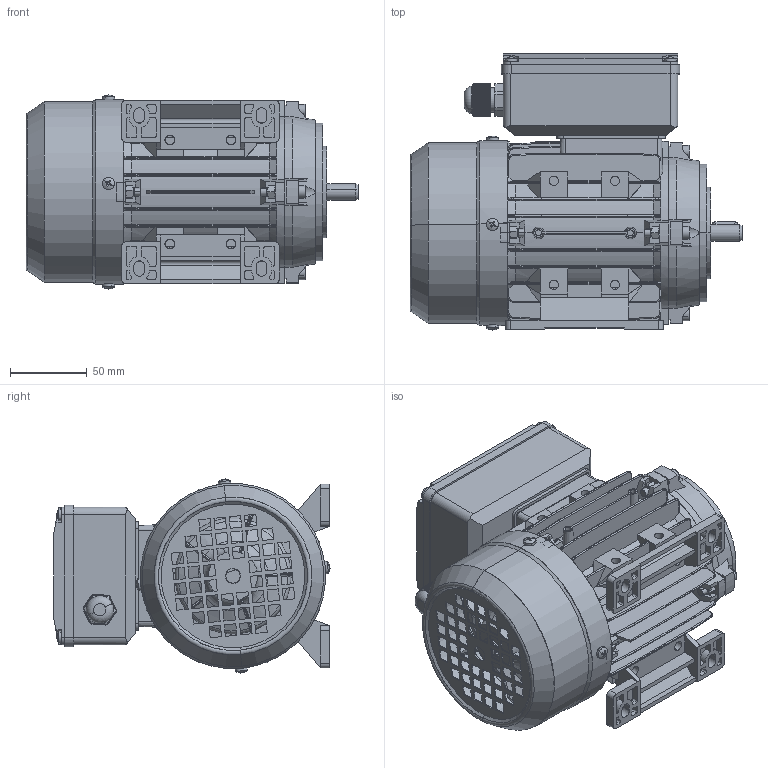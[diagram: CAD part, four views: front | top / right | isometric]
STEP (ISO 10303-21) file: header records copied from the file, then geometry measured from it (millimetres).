
FILE_DESCRIPTION (( 'STEP AP203' ), '1' );
FILE_NAME ('MY63 B34.STEP', '2016-02-27T07:20:15', ( 'USER' ), ( 'MS' ), 'SwSTEP 2.0', 'SolidWorks 2008', '' );
FILE_SCHEMA (( 'CONFIG_CONTROL_DESIGN' ));
Length unit declared in the file: millimetre
Products named in the file (15): 63 转轴_默认; Hexagon nuts grade C GB_GB_FASTENER_NUT_SNC1 M5-N; Hexagon socket head cap screws GB_GB_FASTENER_SCREWS_HSHCS M5X25-N; 63 底脚_默认; MY63 B34; 63机壳_默认; 63 后盖_默认; 63 风罩_默认; MS63 风叶_默认; Circlips for shaft--Type A large GB_GB_CONNECTING_PIECE_RING_RRA 11; 出线螺套M16_默认; my接线盒座_默认; my接线盒盖_默认; Cross recessed thread forming screws GB_GB_CROSS_SCREWS_TYPE138 M4X10-N; 63 B14盖_默认
Assembly tree (36 placements, depth 2):
  MY63 B34
    Hexagon nuts grade C GB_GB_FASTENER_NUT_SNC1 M5-N  x8
    63 后盖_默认
    Cross recessed thread forming screws GB_GB_CROSS_SCREWS_TYPE138 M4X10-N  x8
    63 底脚_默认  x2
    出线螺套M16_默认
    Hexagon socket head cap screws GB_GB_FASTENER_SCREWS_HSHCS M5X25-N  x8
    MS63 风叶_默认
    my接线盒盖_默认
    Circlips for shaft--Type A large GB_GB_CONNECTING_PIECE_RING_RRA 11
    my接线盒座_默认
    63 转轴_默认
    63机壳_默认
    63 风罩_默认
    63 B14盖_默认
Bounding box: 217 x 180.42 x 126.83 mm (x, y, z)
Volume: 551511.1 mm3; surface area: 422496.7 mm2
Topology: 36 solids, 36 shells, 3154 faces, 8217 edges, 5196 vertices
Faces by surface type: plane 1694, cylinder 993, cone 202, sphere 90, bspline 88, torus 87
Entity records: 87572 total; most frequent: CARTESIAN_POINT 22993, ORIENTED_EDGE 13526, DIRECTION 12429, EDGE_CURVE 6763, VERTEX_POINT 4299, AXIS2_PLACEMENT_3D 4272, VECTOR 3885, LINE 3885
